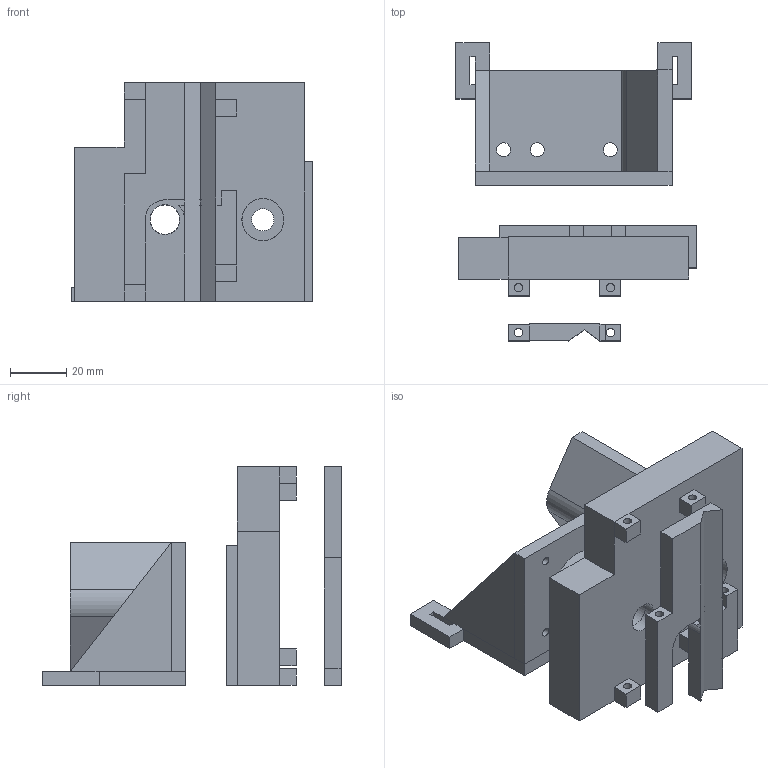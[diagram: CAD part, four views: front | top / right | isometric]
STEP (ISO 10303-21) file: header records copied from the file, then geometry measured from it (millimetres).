
FILE_DESCRIPTION(('FreeCAD Model'),'2;1');
FILE_NAME('Open CASCADE Shape Model','2022-06-01T16:43:31',('Author'),( ''),'Open CASCADE STEP processor 7.5','FreeCAD','Unknown');
FILE_SCHEMA(('AUTOMOTIVE_DESIGN { 1 0 10303 214 1 1 1 1 }'));
Length unit declared in the file: millimetre
Products named in the file (5): plotter_14; MotorMount; PenMountSimple; PenMountPart1; PenMountPart2
Assembly tree (4 placements, depth 2):
  plotter_14
    MotorMount
    PenMountSimple
    PenMountPart1
    PenMountPart2
Bounding box: 85.6 x 106.25 x 78 mm (x, y, z)
Volume: 192364.7 mm3; surface area: 57881.7 mm2
Topology: 4 solids, 4 shells, 169 faces, 421 edges, 259 vertices
Faces by surface type: plane 145, cylinder 24
Full cylindrical faces by diameter (mm): 3 x10, 5 x4, 7.9 x2, 10.5 x1, 10.6 x1, 14.95 x1, 14.97 x1, 22 x1
Entity records: 10654 total; most frequent: CARTESIAN_POINT 1888, DIRECTION 1627, LINE 1169, VECTOR 1169, ORIENTED_EDGE 844, PCURVE 842, DEFINITIONAL_REPRESENTATION 842, EDGE_CURVE 421
